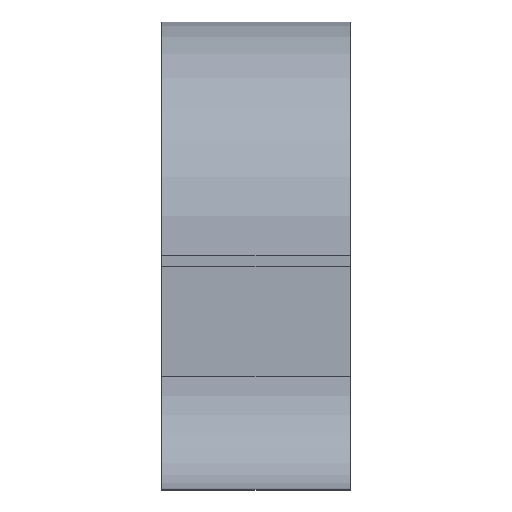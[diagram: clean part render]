
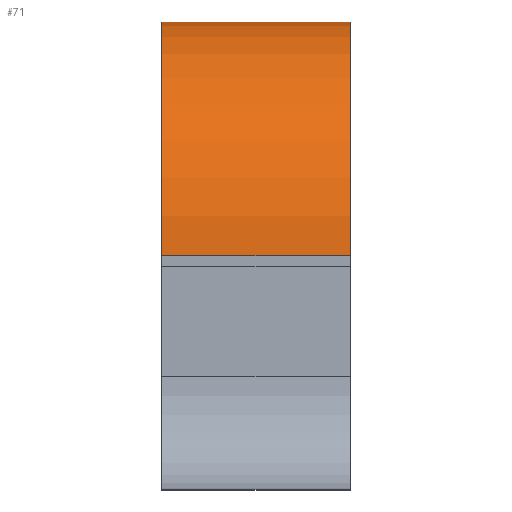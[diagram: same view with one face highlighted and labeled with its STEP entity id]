
A CAD part, front view. The second image highlights one B-rep face of the part: STEP entity #71.
In plain terms, the highlighted cylindrical face has radius 62 mm (diameter 124 mm), a partial arc.
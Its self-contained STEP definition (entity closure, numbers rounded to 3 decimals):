
#71 = ADVANCED_FACE( '', ( #129 ), #130, .T. );
#129 = FACE_OUTER_BOUND( '', #181, .T. );
#130 = CYLINDRICAL_SURFACE( '', #182, 62. );
#181 = EDGE_LOOP( '', ( #278, #279, #280, #281 ) );
#182 = AXIS2_PLACEMENT_3D( '', #282, #283, #284 );
#278 = ORIENTED_EDGE( '', *, *, #325, .F. );
#279 = ORIENTED_EDGE( '', *, *, #332, .F. );
#280 = ORIENTED_EDGE( '', *, *, #337, .T. );
#281 = ORIENTED_EDGE( '', *, *, #311, .T. );
#282 = CARTESIAN_POINT( '', ( 25., 0., 0. ) );
#283 = DIRECTION( '', ( 1., 0., 0. ) );
#284 = DIRECTION( '', ( 0., 0., 1. ) );
#311 = EDGE_CURVE( '', #364, #365, #366, .T. );
#325 = EDGE_CURVE( '', #387, #365, #389, .F. );
#332 = EDGE_CURVE( '', #397, #387, #398, .T. );
#337 = EDGE_CURVE( '', #397, #364, #404, .F. );
#364 = VERTEX_POINT( '', #443 );
#365 = VERTEX_POINT( '', #444 );
#366 = CIRCLE( '', #445, 62. );
#387 = VERTEX_POINT( '', #472 );
#389 = LINE( '', #475, #476 );
#397 = VERTEX_POINT( '', #486 );
#398 = CIRCLE( '', #487, 62. );
#404 = LINE( '', #495, #496 );
#443 = CARTESIAN_POINT( '', ( 25., -62., 0. ) );
#444 = CARTESIAN_POINT( '', ( 25., -61.935, -2.838 ) );
#445 = AXIS2_PLACEMENT_3D( '', #510, #511, #512 );
#472 = CARTESIAN_POINT( '', ( -25., -61.935, -2.838 ) );
#475 = CARTESIAN_POINT( '', ( 25., -61.935, -2.838 ) );
#476 = VECTOR( '', #532, 1000. );
#486 = CARTESIAN_POINT( '', ( -25., -62., 0. ) );
#487 = AXIS2_PLACEMENT_3D( '', #538, #539, #540 );
#495 = CARTESIAN_POINT( '', ( 25., -62., 0. ) );
#496 = VECTOR( '', #546, 1000. );
#510 = CARTESIAN_POINT( '', ( 25., 0., 0. ) );
#511 = DIRECTION( '', ( -1., 0., 0. ) );
#512 = DIRECTION( '', ( 0., 1., 0. ) );
#532 = DIRECTION( '', ( -1., 0., 0. ) );
#538 = CARTESIAN_POINT( '', ( -25., 0., 0. ) );
#539 = DIRECTION( '', ( -1., 0., 0. ) );
#540 = DIRECTION( '', ( 0., 1., 0. ) );
#546 = DIRECTION( '', ( -1., 0., 0. ) );
